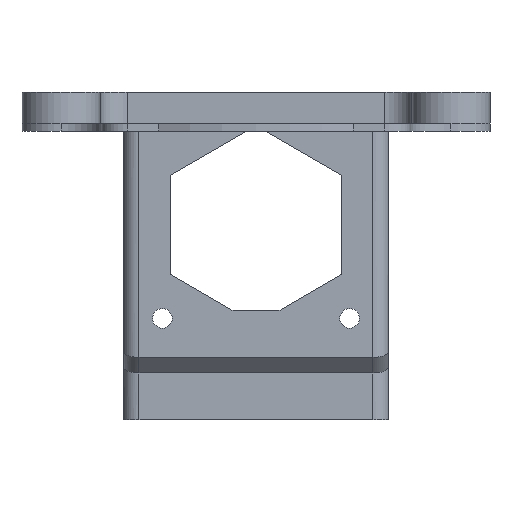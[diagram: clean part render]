
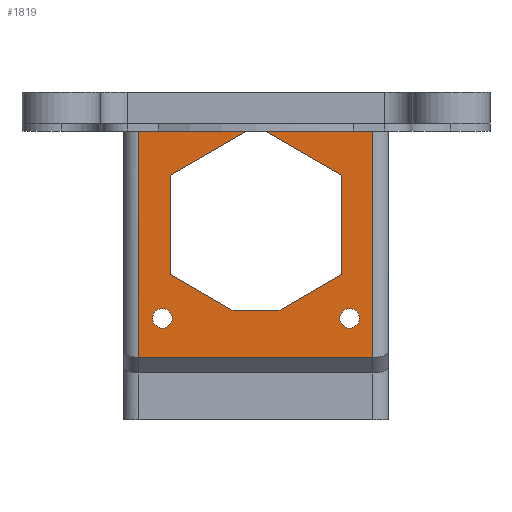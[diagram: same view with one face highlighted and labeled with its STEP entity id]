
A CAD part, front view. The second image highlights one B-rep face of the part: STEP entity #1819.
In plain terms, the highlighted planar face has unit normal (0, -1, 0).
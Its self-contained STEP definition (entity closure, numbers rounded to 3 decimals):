
#29=FACE_BOUND('',#265,.T.);
#30=FACE_BOUND('',#266,.T.);
#80=PLANE('',#1977);
#148=FACE_OUTER_BOUND('',#264,.T.);
#264=EDGE_LOOP('',(#1324,#1325,#1326,#1327,#1328,#1329,#1330,#1331,#1332,
#1333,#1334,#1335));
#265=EDGE_LOOP('',(#1336));
#266=EDGE_LOOP('',(#1337));
#405=LINE('',#2876,#559);
#406=LINE('',#2878,#560);
#407=LINE('',#2880,#561);
#408=LINE('',#2882,#562);
#409=LINE('',#2884,#563);
#410=LINE('',#2886,#564);
#411=LINE('',#2888,#565);
#412=LINE('',#2890,#566);
#413=LINE('',#2892,#567);
#414=LINE('',#2894,#568);
#415=LINE('',#2896,#569);
#416=LINE('',#2897,#570);
#559=VECTOR('',#2309,10.);
#560=VECTOR('',#2310,10.);
#561=VECTOR('',#2311,10.);
#562=VECTOR('',#2312,10.);
#563=VECTOR('',#2313,10.);
#564=VECTOR('',#2314,10.);
#565=VECTOR('',#2315,10.);
#566=VECTOR('',#2316,10.);
#567=VECTOR('',#2317,10.);
#568=VECTOR('',#2318,10.);
#569=VECTOR('',#2319,10.);
#570=VECTOR('',#2320,10.);
#728=CIRCLE('',#1978,1.265);
#729=CIRCLE('',#1979,1.265);
#844=VERTEX_POINT('',#2874);
#845=VERTEX_POINT('',#2875);
#846=VERTEX_POINT('',#2877);
#847=VERTEX_POINT('',#2879);
#848=VERTEX_POINT('',#2881);
#849=VERTEX_POINT('',#2883);
#850=VERTEX_POINT('',#2885);
#851=VERTEX_POINT('',#2887);
#852=VERTEX_POINT('',#2889);
#853=VERTEX_POINT('',#2891);
#854=VERTEX_POINT('',#2893);
#855=VERTEX_POINT('',#2895);
#856=VERTEX_POINT('',#2898);
#857=VERTEX_POINT('',#2900);
#1032=EDGE_CURVE('',#844,#845,#405,.T.);
#1033=EDGE_CURVE('',#846,#844,#406,.T.);
#1034=EDGE_CURVE('',#847,#846,#407,.T.);
#1035=EDGE_CURVE('',#848,#847,#408,.F.);
#1036=EDGE_CURVE('',#848,#849,#409,.T.);
#1037=EDGE_CURVE('',#849,#850,#410,.T.);
#1038=EDGE_CURVE('',#850,#851,#411,.T.);
#1039=EDGE_CURVE('',#851,#852,#412,.T.);
#1040=EDGE_CURVE('',#852,#853,#413,.T.);
#1041=EDGE_CURVE('',#853,#854,#414,.T.);
#1042=EDGE_CURVE('',#854,#855,#415,.T.);
#1043=EDGE_CURVE('',#845,#855,#416,.F.);
#1044=EDGE_CURVE('',#856,#856,#728,.T.);
#1045=EDGE_CURVE('',#857,#857,#729,.T.);
#1324=ORIENTED_EDGE('',*,*,#1032,.F.);
#1325=ORIENTED_EDGE('',*,*,#1033,.F.);
#1326=ORIENTED_EDGE('',*,*,#1034,.F.);
#1327=ORIENTED_EDGE('',*,*,#1035,.F.);
#1328=ORIENTED_EDGE('',*,*,#1036,.T.);
#1329=ORIENTED_EDGE('',*,*,#1037,.T.);
#1330=ORIENTED_EDGE('',*,*,#1038,.T.);
#1331=ORIENTED_EDGE('',*,*,#1039,.T.);
#1332=ORIENTED_EDGE('',*,*,#1040,.T.);
#1333=ORIENTED_EDGE('',*,*,#1041,.T.);
#1334=ORIENTED_EDGE('',*,*,#1042,.T.);
#1335=ORIENTED_EDGE('',*,*,#1043,.F.);
#1336=ORIENTED_EDGE('',*,*,#1044,.T.);
#1337=ORIENTED_EDGE('',*,*,#1045,.T.);
#1819=ADVANCED_FACE('',(#148,#29,#30),#80,.T.);
#1977=AXIS2_PLACEMENT_3D('',#2873,#2307,#2308);
#1978=AXIS2_PLACEMENT_3D('',#2899,#2321,#2322);
#1979=AXIS2_PLACEMENT_3D('',#2901,#2323,#2324);
#2307=DIRECTION('center_axis',(0.,-1.,0.));
#2308=DIRECTION('ref_axis',(-1.,0.,0.));
#2309=DIRECTION('',(0.,0.,1.));
#2310=DIRECTION('',(-1.,0.,0.));
#2311=DIRECTION('',(0.,0.,-1.));
#2312=DIRECTION('',(-1.,0.,0.));
#2313=DIRECTION('',(0.866,0.,-0.5));
#2314=DIRECTION('',(0.,0.,-1.));
#2315=DIRECTION('',(-0.866,0.,-0.5));
#2316=DIRECTION('',(-1.,0.,0.));
#2317=DIRECTION('',(-0.866,0.,0.5));
#2318=DIRECTION('',(0.,0.,1.));
#2319=DIRECTION('',(0.866,0.,0.5));
#2320=DIRECTION('',(-1.,0.,0.));
#2321=DIRECTION('center_axis',(0.,1.,0.));
#2322=DIRECTION('ref_axis',(0.,0.,1.));
#2323=DIRECTION('center_axis',(0.,1.,0.));
#2324=DIRECTION('ref_axis',(0.,0.,1.));
#2873=CARTESIAN_POINT('Origin',(17.,38.5,7.));
#2874=CARTESIAN_POINT('',(-15.,38.5,-27.));
#2875=CARTESIAN_POINT('',(-15.,38.5,2.));
#2876=CARTESIAN_POINT('',(-15.,38.5,7.));
#2877=CARTESIAN_POINT('',(15.,38.5,-27.));
#2878=CARTESIAN_POINT('',(17.,38.5,-27.));
#2879=CARTESIAN_POINT('',(15.,38.5,2.));
#2880=CARTESIAN_POINT('',(15.,38.5,7.));
#2881=CARTESIAN_POINT('',(1.215,38.5,2.));
#2882=CARTESIAN_POINT('',(8.5,38.5,2.));
#2883=CARTESIAN_POINT('',(11.,38.5,-3.649));
#2884=CARTESIAN_POINT('',(10.944,38.5,-3.617));
#2885=CARTESIAN_POINT('',(11.,38.5,-16.351));
#2886=CARTESIAN_POINT('',(11.,38.5,-4.675));
#2887=CARTESIAN_POINT('',(2.947,38.5,-21.));
#2888=CARTESIAN_POINT('',(14.279,38.5,-14.458));
#2889=CARTESIAN_POINT('',(-2.947,38.5,-21.));
#2890=CARTESIAN_POINT('',(7.026,38.5,-21.));
#2891=CARTESIAN_POINT('',(-11.,38.5,-16.351));
#2892=CARTESIAN_POINT('',(-5.556,38.5,-19.494));
#2893=CARTESIAN_POINT('',(-11.,38.5,-3.649));
#2894=CARTESIAN_POINT('',(-11.,38.5,1.675));
#2895=CARTESIAN_POINT('',(-1.215,38.5,2.));
#2896=CARTESIAN_POINT('',(7.306,38.5,6.92));
#2897=CARTESIAN_POINT('',(8.5,38.5,2.));
#2898=CARTESIAN_POINT('',(12.,38.5,-23.265));
#2899=CARTESIAN_POINT('Origin',(12.,38.5,-22.));
#2900=CARTESIAN_POINT('',(-12.,38.5,-23.265));
#2901=CARTESIAN_POINT('Origin',(-12.,38.5,-22.));
